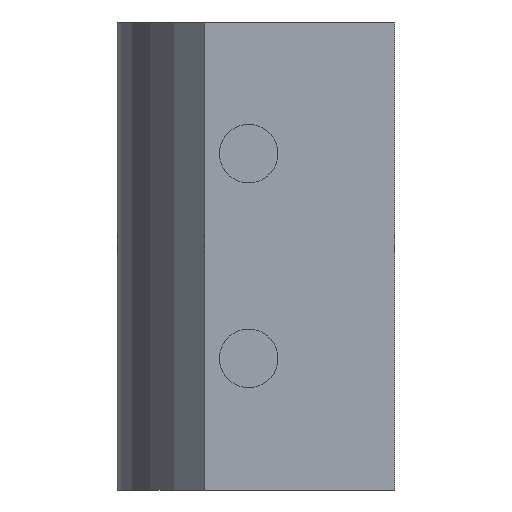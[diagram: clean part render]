
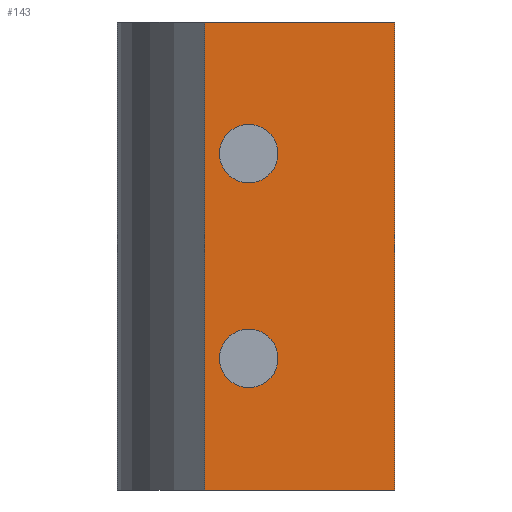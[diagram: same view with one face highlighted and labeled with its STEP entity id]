
A CAD part, left-side view. The second image highlights one B-rep face of the part: STEP entity #143.
In plain terms, the highlighted planar face has unit normal (-1, 0, 0).
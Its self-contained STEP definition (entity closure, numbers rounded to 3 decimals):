
#14 = DIRECTION ( 'NONE',  ( 1., 0., 0. ) ) ;
#16 = VERTEX_POINT ( 'NONE', #81 ) ;
#20 = EDGE_CURVE ( 'NONE', #318, #309, #175, .T. ) ;
#21 = DIRECTION ( 'NONE',  ( 0., 0., -1. ) ) ;
#23 = ORIENTED_EDGE ( 'NONE', *, *, #379, .F. ) ;
#28 = FACE_OUTER_BOUND ( 'NONE', #51, .T. ) ;
#29 = CARTESIAN_POINT ( 'NONE',  ( -2.5, 0.65, 0. ) ) ;
#34 = LINE ( 'NONE', #147, #192 ) ;
#40 = PLANE ( 'NONE',  #101 ) ;
#42 = VERTEX_POINT ( 'NONE', #196 ) ;
#43 = ORIENTED_EDGE ( 'NONE', *, *, #155, .F. ) ;
#44 = DIRECTION ( 'NONE',  ( -1., 0., 0. ) ) ;
#45 = LINE ( 'NONE', #53, #261 ) ;
#46 = CARTESIAN_POINT ( 'NONE',  ( -2.5, 0.5, 0.45 ) ) ;
#51 = EDGE_LOOP ( 'NONE', ( #234, #130, #23, #315 ) ) ;
#53 = CARTESIAN_POINT ( 'NONE',  ( -2.5, 0.65, 1.6 ) ) ;
#57 = CIRCLE ( 'NONE', #243, 0.1 ) ;
#61 = CARTESIAN_POINT ( 'NONE',  ( -2.5, 0., 1.6 ) ) ;
#81 = CARTESIAN_POINT ( 'NONE',  ( -2.5, 0.5, 0.35 ) ) ;
#90 = DIRECTION ( 'NONE',  ( -1., 0., 0. ) ) ;
#94 = CARTESIAN_POINT ( 'NONE',  ( -2.5, 0.5, 0.55 ) ) ;
#101 = AXIS2_PLACEMENT_3D ( 'NONE', #61, #14, #21 ) ;
#105 = EDGE_CURVE ( 'NONE', #142, #16, #291, .T. ) ;
#108 = DIRECTION ( 'NONE',  ( 0., 0., -1. ) ) ;
#115 = VERTEX_POINT ( 'NONE', #264 ) ;
#121 = EDGE_CURVE ( 'NONE', #115, #131, #34, .T. ) ;
#122 = CARTESIAN_POINT ( 'NONE',  ( -2.5, 0., 0. ) ) ;
#127 = CARTESIAN_POINT ( 'NONE',  ( -2.5, 0.5, 1.15 ) ) ;
#130 = ORIENTED_EDGE ( 'NONE', *, *, #121, .F. ) ;
#131 = VERTEX_POINT ( 'NONE', #122 ) ;
#142 = VERTEX_POINT ( 'NONE', #94 ) ;
#143 = ADVANCED_FACE ( 'NONE', ( #263, #28, #183 ), #40, .F. ) ;
#147 = CARTESIAN_POINT ( 'NONE',  ( -2.5, 0., 1.6 ) ) ;
#155 = EDGE_CURVE ( 'NONE', #309, #318, #57, .T. ) ;
#158 = VERTEX_POINT ( 'NONE', #29 ) ;
#170 = CIRCLE ( 'NONE', #211, 0.1 ) ;
#175 = CIRCLE ( 'NONE', #384, 0.1 ) ;
#176 = VECTOR ( 'NONE', #221, 1000. ) ;
#178 = CARTESIAN_POINT ( 'NONE',  ( -2.5, 0.5, 1.15 ) ) ;
#181 = VECTOR ( 'NONE', #307, 1000. ) ;
#183 = FACE_BOUND ( 'NONE', #190, .T. ) ;
#190 = EDGE_LOOP ( 'NONE', ( #43, #327 ) ) ;
#192 = VECTOR ( 'NONE', #326, 1000. ) ;
#196 = CARTESIAN_POINT ( 'NONE',  ( -2.5, 0.65, 1.6 ) ) ;
#206 = ORIENTED_EDGE ( 'NONE', *, *, #105, .F. ) ;
#211 = AXIS2_PLACEMENT_3D ( 'NONE', #369, #44, #108 ) ;
#221 = DIRECTION ( 'NONE',  ( 0., -1., 0. ) ) ;
#234 = ORIENTED_EDGE ( 'NONE', *, *, #313, .T. ) ;
#239 = CARTESIAN_POINT ( 'NONE',  ( -2.5, 0.5, 1.05 ) ) ;
#243 = AXIS2_PLACEMENT_3D ( 'NONE', #127, #387, #385 ) ;
#255 = LINE ( 'NONE', #352, #176 ) ;
#261 = VECTOR ( 'NONE', #346, 1000. ) ;
#263 = FACE_BOUND ( 'NONE', #310, .T. ) ;
#264 = CARTESIAN_POINT ( 'NONE',  ( -2.5, 0., 1.6 ) ) ;
#273 = LINE ( 'NONE', #348, #181 ) ;
#282 = DIRECTION ( 'NONE',  ( 0., 0., -1. ) ) ;
#285 = DIRECTION ( 'NONE',  ( 0., 0., -1. ) ) ;
#291 = CIRCLE ( 'NONE', #363, 0.1 ) ;
#307 = DIRECTION ( 'NONE',  ( 0., -1., 0. ) ) ;
#309 = VERTEX_POINT ( 'NONE', #239 ) ;
#310 = EDGE_LOOP ( 'NONE', ( #393, #206 ) ) ;
#313 = EDGE_CURVE ( 'NONE', #158, #131, #273, .T. ) ;
#315 = ORIENTED_EDGE ( 'NONE', *, *, #389, .T. ) ;
#318 = VERTEX_POINT ( 'NONE', #383 ) ;
#325 = EDGE_CURVE ( 'NONE', #16, #142, #170, .T. ) ;
#326 = DIRECTION ( 'NONE',  ( 0., 0., -1. ) ) ;
#327 = ORIENTED_EDGE ( 'NONE', *, *, #20, .F. ) ;
#346 = DIRECTION ( 'NONE',  ( 0., 0., -1. ) ) ;
#348 = CARTESIAN_POINT ( 'NONE',  ( -2.5, 0., 0. ) ) ;
#352 = CARTESIAN_POINT ( 'NONE',  ( -2.5, 0., 1.6 ) ) ;
#363 = AXIS2_PLACEMENT_3D ( 'NONE', #46, #90, #282 ) ;
#365 = DIRECTION ( 'NONE',  ( -1., 0., 0. ) ) ;
#369 = CARTESIAN_POINT ( 'NONE',  ( -2.5, 0.5, 0.45 ) ) ;
#379 = EDGE_CURVE ( 'NONE', #42, #115, #255, .T. ) ;
#383 = CARTESIAN_POINT ( 'NONE',  ( -2.5, 0.5, 1.25 ) ) ;
#384 = AXIS2_PLACEMENT_3D ( 'NONE', #178, #365, #285 ) ;
#385 = DIRECTION ( 'NONE',  ( 0., 0., -1. ) ) ;
#387 = DIRECTION ( 'NONE',  ( -1., 0., 0. ) ) ;
#389 = EDGE_CURVE ( 'NONE', #42, #158, #45, .T. ) ;
#393 = ORIENTED_EDGE ( 'NONE', *, *, #325, .F. ) ;
